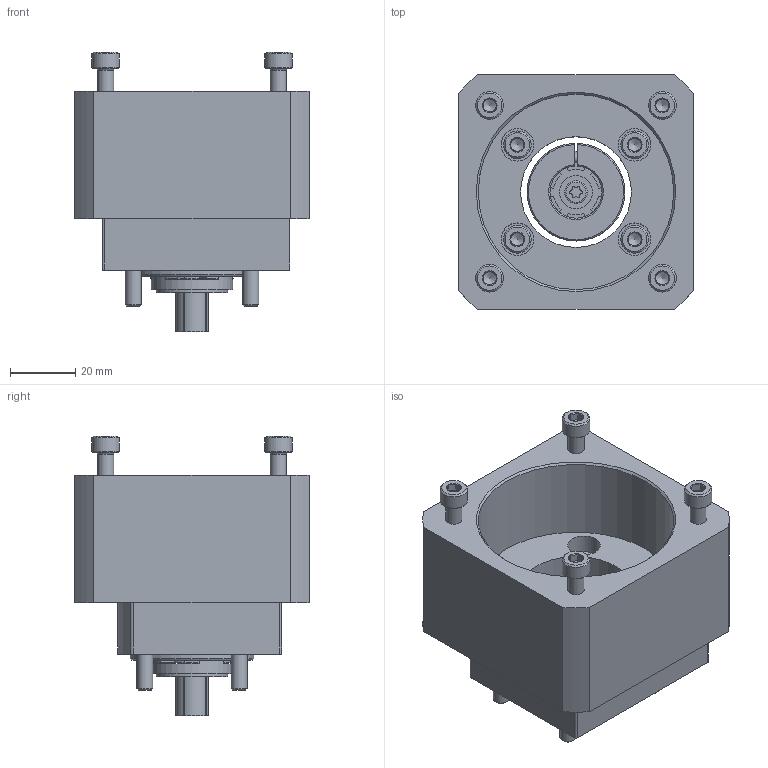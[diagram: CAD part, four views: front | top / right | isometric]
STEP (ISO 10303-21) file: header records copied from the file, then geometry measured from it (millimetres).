
FILE_DESCRIPTION(/* description */ ('STEP AP214'),/* implementation_level */ '2;1');
FILE_NAME(/* name */ '8063470_EAMM-A-L38-72GA',/* time_stamp */ '2024-08-27T01:16:37+02:00',/* author */ ('License CC BY-ND 4.0'),/* organization */ ('CADENAS'),/* preprocessor_version */ 'ST-DEVELOPER v19.3',/* originating_system */ 'PARTsolutions',/* authorisation */ ' ');
FILE_SCHEMA (('AUTOMOTIVE_DESIGN {1 0 10303 214 3 1 1}'));
Length unit declared in the file: millimetre
Products named in the file (6): 8063470 EAMM-A-L38-72GA; 720734 EAMK-A-L38-38A---(1O); 4988737 EAMF-A-38F-72GA; ISO-4762 M5x30; ISO-4762 M5x16; 5030235 EAMD-30-22-16-10x12
Assembly tree (11 placements, depth 2):
  8063470 EAMM-A-L38-72GA
    720734 EAMK-A-L38-38A---(1O)
    4988737 EAMF-A-38F-72GA
    ISO-4762 M5x30  x4
    ISO-4762 M5x16  x4
    5030235 EAMD-30-22-16-10x12
Bounding box: 72 x 72 x 85.9 mm (x, y, z)
Volume: 155978.9 mm3; surface area: 49322.2 mm2
Topology: 11 solids, 12 shells, 438 faces, 1094 edges, 690 vertices
Faces by surface type: plane 208, cone 118, cylinder 110, torus 2
Full cylindrical faces by diameter (mm): 2.459 x1, 3 x1, 3.242 x1, 3.4 x1, 4 x1, 4.134 x4, 5 x8, 5.5 x9, 6 x1, 7 x1, 8.5 x8, 10 x4, 10.2 x1, 22 x1, 25 x1, 34 x2, 38 x3, 60 x1
Entity records: 9188 total; most frequent: CARTESIAN_POINT 1496, DIRECTION 1417, ORIENTED_EDGE 1230, EDGE_CURVE 615, AXIS2_PLACEMENT_3D 563, VERTEX_POINT 432, FACE_BOUND 385, EDGE_LOOP 379
